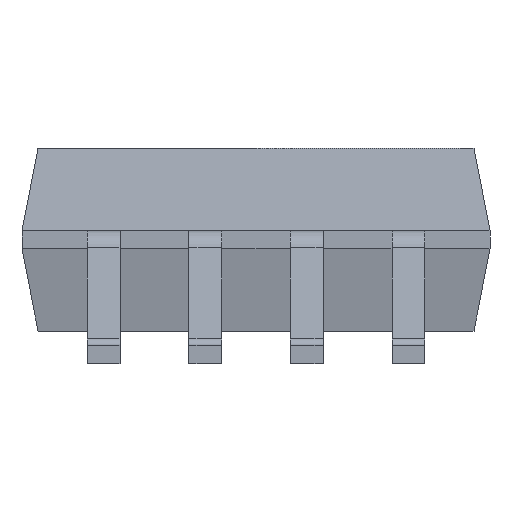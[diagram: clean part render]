
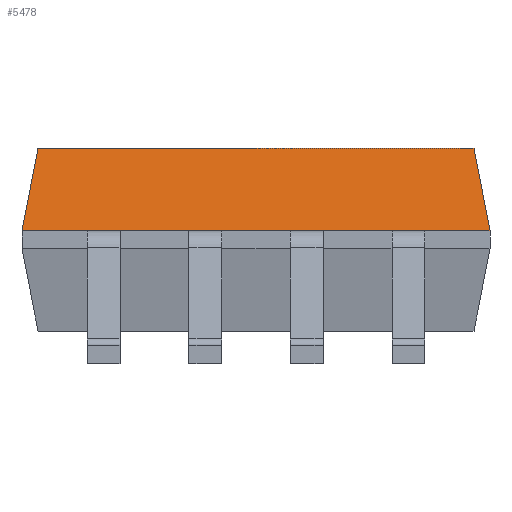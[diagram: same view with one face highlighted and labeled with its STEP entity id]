
A CAD part, left-side view. The second image highlights one B-rep face of the part: STEP entity #5478.
In plain terms, the highlighted face is planar.
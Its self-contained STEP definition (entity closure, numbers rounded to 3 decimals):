
#947=ORIENTED_EDGE('',*,*,#1846,.T.);
#948=ORIENTED_EDGE('',*,*,#1847,.F.);
#949=ORIENTED_EDGE('',*,*,#1848,.F.);
#950=ORIENTED_EDGE('',*,*,#1849,.T.);
#1846=EDGE_CURVE('',#2307,#2308,#2643,.T.);
#1847=EDGE_CURVE('',#2309,#2308,#2644,.T.);
#1848=EDGE_CURVE('',#2310,#2309,#2645,.T.);
#1849=EDGE_CURVE('',#2310,#2307,#2646,.T.);
#2307=VERTEX_POINT('',#9163);
#2308=VERTEX_POINT('',#9164);
#2309=VERTEX_POINT('',#9166);
#2310=VERTEX_POINT('',#9168);
#2643=LINE('',#9162,#3015);
#2644=LINE('',#9165,#3016);
#2645=LINE('',#9167,#3017);
#2646=LINE('',#9169,#3018);
#3015=VECTOR('',#6353,1000.);
#3016=VECTOR('',#6354,1000.);
#3017=VECTOR('',#6355,1000.);
#3018=VECTOR('',#6356,1000.);
#3325=EDGE_LOOP('',(#947,#948,#949,#950));
#3567=FACE_BOUND('',#3325,.T.);
#3763=PLANE('',#5712);
#5478=ADVANCED_FACE('',(#3567),#3763,.T.);
#5712=AXIS2_PLACEMENT_3D('',#9161,#6351,#6352);
#6351=DIRECTION('',(0.,-0.982,0.19));
#6352=DIRECTION('',(0.,-0.19,-0.982));
#6353=DIRECTION('',(-0.187,-0.187,-0.964));
#6354=DIRECTION('',(-1.,0.,0.));
#6355=DIRECTION('',(0.187,-0.187,-0.964));
#6356=DIRECTION('',(-1.,0.,0.));
#9161=CARTESIAN_POINT('',(2.925,-3.55,2.696));
#9162=CARTESIAN_POINT('',(-2.583,-3.408,3.43));
#9163=CARTESIAN_POINT('',(-2.725,-3.55,2.696));
#9164=CARTESIAN_POINT('',(-2.925,-3.75,1.665));
#9165=CARTESIAN_POINT('',(2.925,-3.75,1.665));
#9166=CARTESIAN_POINT('',(2.925,-3.75,1.665));
#9167=CARTESIAN_POINT('',(2.583,-3.408,3.43));
#9168=CARTESIAN_POINT('',(2.725,-3.55,2.696));
#9169=CARTESIAN_POINT('',(2.925,-3.55,2.696));
